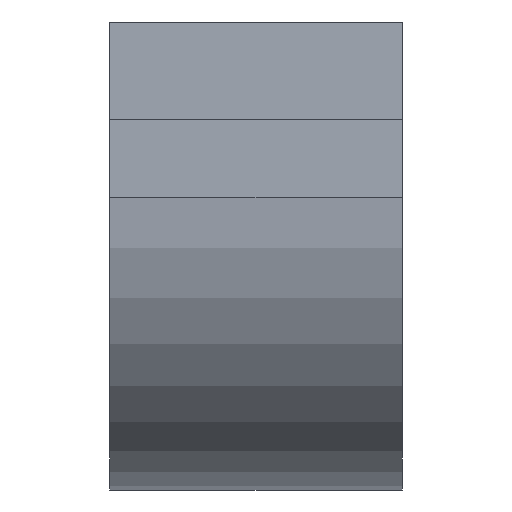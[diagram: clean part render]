
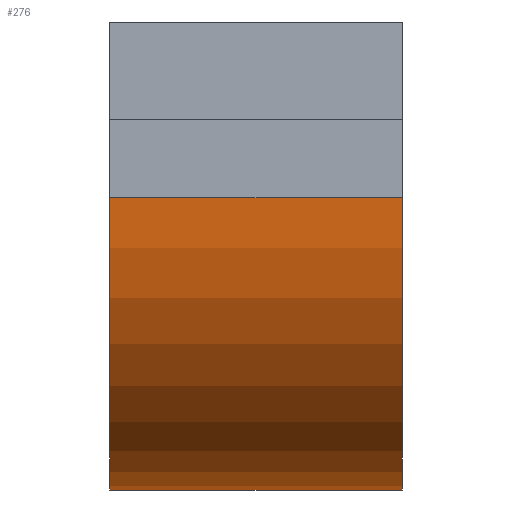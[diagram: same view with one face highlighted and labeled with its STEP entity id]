
A CAD part, left-side view. The second image highlights one B-rep face of the part: STEP entity #276.
In plain terms, the highlighted cylindrical face has radius 15 mm (diameter 30 mm), a partial arc.
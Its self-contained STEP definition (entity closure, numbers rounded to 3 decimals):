
#17 = VECTOR ( 'NONE', #651, 1000. ) ;
#40 = DIRECTION ( 'NONE',  ( 0., 0., 1. ) ) ;
#97 = LINE ( 'NONE', #503, #17 ) ;
#113 = AXIS2_PLACEMENT_3D ( 'NONE', #225, #423, #172 ) ;
#119 = FACE_OUTER_BOUND ( 'NONE', #130, .T. ) ;
#130 = EDGE_LOOP ( 'NONE', ( #576, #326, #250, #590 ) ) ;
#143 = CARTESIAN_POINT ( 'NONE',  ( -15., 0., 0. ) ) ;
#154 = AXIS2_PLACEMENT_3D ( 'NONE', #202, #502, #40 ) ;
#172 = DIRECTION ( 'NONE',  ( 0., 0., -1. ) ) ;
#178 = VERTEX_POINT ( 'NONE', #143 ) ;
#202 = CARTESIAN_POINT ( 'NONE',  ( 0., 15., 0. ) ) ;
#203 = CARTESIAN_POINT ( 'NONE',  ( -15., 15., 0. ) ) ;
#225 = CARTESIAN_POINT ( 'NONE',  ( 0., 15., 0. ) ) ;
#229 = CARTESIAN_POINT ( 'NONE',  ( 0., 15., -15. ) ) ;
#250 = ORIENTED_EDGE ( 'NONE', *, *, #412, .T. ) ;
#264 = VERTEX_POINT ( 'NONE', #229 ) ;
#274 = CYLINDRICAL_SURFACE ( 'NONE', #113, 15. ) ;
#276 = ADVANCED_FACE ( 'NONE', ( #119 ), #274, .T. ) ;
#287 = CARTESIAN_POINT ( 'NONE',  ( 0., 0., -15. ) ) ;
#320 = VERTEX_POINT ( 'NONE', #287 ) ;
#326 = ORIENTED_EDGE ( 'NONE', *, *, #530, .T. ) ;
#329 = LINE ( 'NONE', #646, #665 ) ;
#367 = AXIS2_PLACEMENT_3D ( 'NONE', #416, #522, #471 ) ;
#380 = DIRECTION ( 'NONE',  ( 0., -1., 0. ) ) ;
#412 = EDGE_CURVE ( 'NONE', #320, #178, #427, .T. ) ;
#416 = CARTESIAN_POINT ( 'NONE',  ( 0., 0., 0. ) ) ;
#423 = DIRECTION ( 'NONE',  ( 0., -1., 0. ) ) ;
#427 = CIRCLE ( 'NONE', #367, 15. ) ;
#431 = EDGE_CURVE ( 'NONE', #264, #624, #508, .T. ) ;
#471 = DIRECTION ( 'NONE',  ( 0., 0., 1. ) ) ;
#502 = DIRECTION ( 'NONE',  ( 0., 1., 0. ) ) ;
#503 = CARTESIAN_POINT ( 'NONE',  ( -15., 15., 0. ) ) ;
#508 = CIRCLE ( 'NONE', #154, 15. ) ;
#522 = DIRECTION ( 'NONE',  ( 0., 1., 0. ) ) ;
#530 = EDGE_CURVE ( 'NONE', #264, #320, #329, .T. ) ;
#557 = EDGE_CURVE ( 'NONE', #624, #178, #97, .T. ) ;
#576 = ORIENTED_EDGE ( 'NONE', *, *, #431, .F. ) ;
#590 = ORIENTED_EDGE ( 'NONE', *, *, #557, .F. ) ;
#624 = VERTEX_POINT ( 'NONE', #203 ) ;
#646 = CARTESIAN_POINT ( 'NONE',  ( 0., 15., -15. ) ) ;
#651 = DIRECTION ( 'NONE',  ( 0., -1., 0. ) ) ;
#665 = VECTOR ( 'NONE', #380, 1000. ) ;
